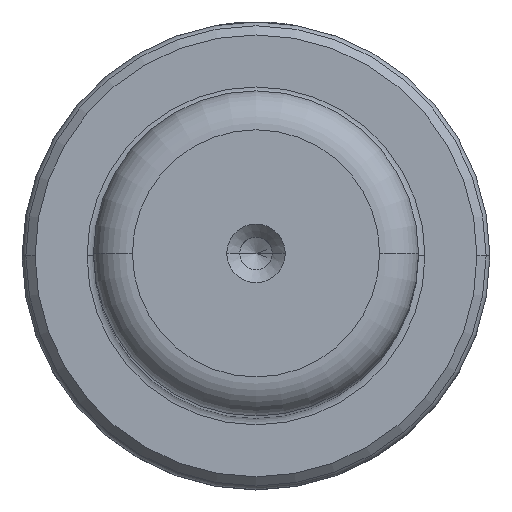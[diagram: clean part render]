
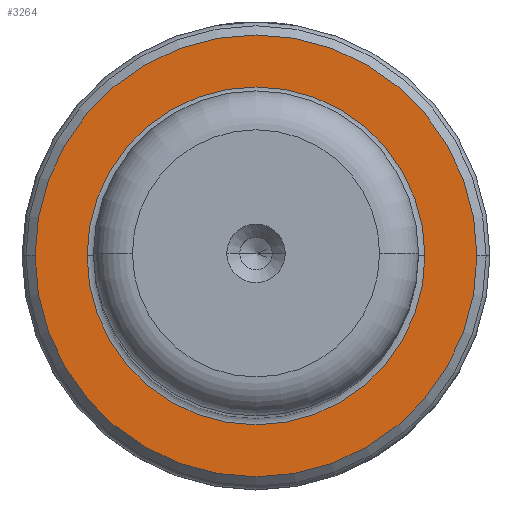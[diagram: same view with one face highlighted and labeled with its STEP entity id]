
A CAD part, top view. The second image highlights one B-rep face of the part: STEP entity #3264.
In plain terms, the highlighted planar face has unit normal (0, 0, 1).
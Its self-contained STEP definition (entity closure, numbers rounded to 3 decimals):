
#127 = DIRECTION ( 'NONE',  ( 0., 0., 1. ) ) ;
#280 = DIRECTION ( 'NONE',  ( -1., 0., 0. ) ) ;
#336 = DIRECTION ( 'NONE',  ( 0., 0., 1. ) ) ;
#407 = DIRECTION ( 'NONE',  ( 0., 0., -1. ) ) ;
#416 = CIRCLE ( 'NONE', #2843, 13. ) ;
#515 = VERTEX_POINT ( 'NONE', #1946 ) ;
#548 = CIRCLE ( 'NONE', #652, 17. ) ;
#553 = EDGE_LOOP ( 'NONE', ( #2251, #964 ) ) ;
#597 = CARTESIAN_POINT ( 'NONE',  ( 0., 0., 26. ) ) ;
#627 = EDGE_CURVE ( 'NONE', #515, #909, #1159, .T. ) ;
#652 = AXIS2_PLACEMENT_3D ( 'NONE', #2229, #2696, #3242 ) ;
#788 = PLANE ( 'NONE',  #858 ) ;
#844 = CARTESIAN_POINT ( 'NONE',  ( 13., 0., 26. ) ) ;
#858 = AXIS2_PLACEMENT_3D ( 'NONE', #2662, #336, #879 ) ;
#862 = DIRECTION ( 'NONE',  ( 1., 0., 0. ) ) ;
#879 = DIRECTION ( 'NONE',  ( 1., 0., 0. ) ) ;
#892 = CARTESIAN_POINT ( 'NONE',  ( 0., 0., 26. ) ) ;
#909 = VERTEX_POINT ( 'NONE', #844 ) ;
#964 = ORIENTED_EDGE ( 'NONE', *, *, #2487, .T. ) ;
#1018 = CARTESIAN_POINT ( 'NONE',  ( 17., 0., 26. ) ) ;
#1137 = ORIENTED_EDGE ( 'NONE', *, *, #1748, .T. ) ;
#1159 = CIRCLE ( 'NONE', #2014, 13. ) ;
#1364 = EDGE_LOOP ( 'NONE', ( #2953, #1137 ) ) ;
#1465 = EDGE_CURVE ( 'NONE', #2381, #3168, #548, .T. ) ;
#1568 = DIRECTION ( 'NONE',  ( 0., 0., -1. ) ) ;
#1606 = CIRCLE ( 'NONE', #2690, 17. ) ;
#1748 = EDGE_CURVE ( 'NONE', #909, #515, #416, .T. ) ;
#1946 = CARTESIAN_POINT ( 'NONE',  ( -13., 0., 26. ) ) ;
#2014 = AXIS2_PLACEMENT_3D ( 'NONE', #3088, #1568, #280 ) ;
#2068 = CARTESIAN_POINT ( 'NONE',  ( -17., 0., 26. ) ) ;
#2163 = DIRECTION ( 'NONE',  ( -1., 0., 0. ) ) ;
#2229 = CARTESIAN_POINT ( 'NONE',  ( 0., 0., 26. ) ) ;
#2251 = ORIENTED_EDGE ( 'NONE', *, *, #1465, .T. ) ;
#2341 = FACE_OUTER_BOUND ( 'NONE', #553, .T. ) ;
#2381 = VERTEX_POINT ( 'NONE', #2068 ) ;
#2487 = EDGE_CURVE ( 'NONE', #3168, #2381, #1606, .T. ) ;
#2602 = FACE_BOUND ( 'NONE', #1364, .T. ) ;
#2662 = CARTESIAN_POINT ( 'NONE',  ( 0., 0., 26. ) ) ;
#2690 = AXIS2_PLACEMENT_3D ( 'NONE', #597, #127, #862 ) ;
#2696 = DIRECTION ( 'NONE',  ( 0., 0., 1. ) ) ;
#2843 = AXIS2_PLACEMENT_3D ( 'NONE', #892, #407, #2163 ) ;
#2953 = ORIENTED_EDGE ( 'NONE', *, *, #627, .T. ) ;
#3088 = CARTESIAN_POINT ( 'NONE',  ( 0., 0., 26. ) ) ;
#3168 = VERTEX_POINT ( 'NONE', #1018 ) ;
#3242 = DIRECTION ( 'NONE',  ( 1., 0., 0. ) ) ;
#3264 = ADVANCED_FACE ( 'NONE', ( #2602, #2341 ), #788, .T. ) ;
